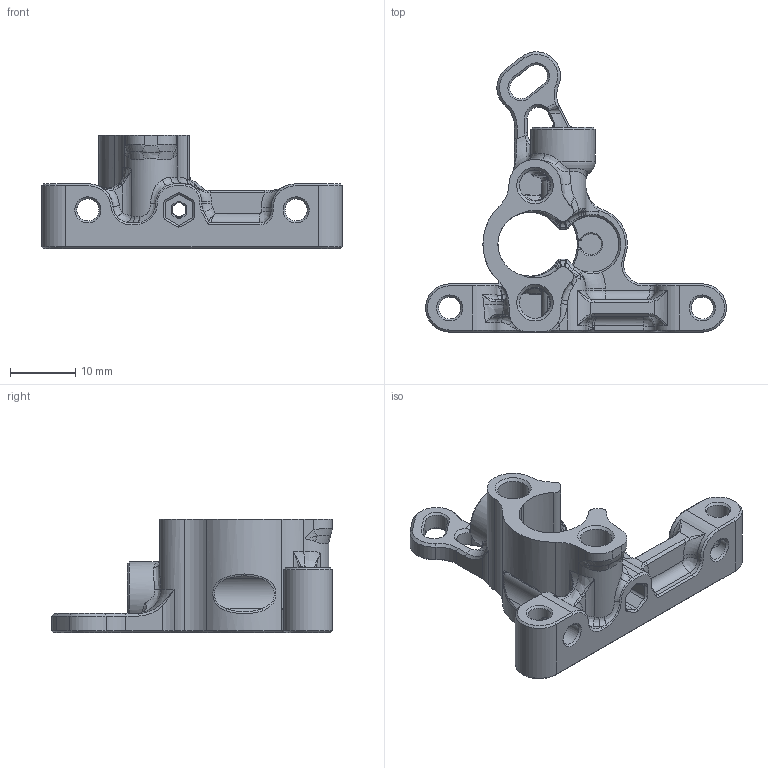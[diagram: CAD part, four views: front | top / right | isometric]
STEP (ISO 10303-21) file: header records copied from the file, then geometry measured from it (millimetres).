
FILE_DESCRIPTION(/* description */ ('STEP AP242','CAx-IF Rec.Pracs.---Representation and Presentation of Product Manufacturing Information (PMI)---4.0---2014-10-13','CAx-IF Rec.Pracs.---3D Tessellated Geometry---0.4---2014-09-14','2;1'),/* implementation_level */ '2;1');
FILE_NAME(/* name */ '66b027094db98104043ee4fe',/* time_stamp */ '2024-08-05T01:12:41Z',/* author */ (''),/* organization */ (''),/* preprocessor_version */ 'ST-DEVELOPER v20',/* originating_system */ ' ',/* authorisation */ ' ');
FILE_SCHEMA (('AP242_MANAGED_MODEL_BASED_3D_ENGINEERING_MIM_LF { 1 0 10303 442 1 1 4 }'));
Length unit declared in the file: metre
Products named in the file (1): Part 1
Bounding box: 46.2 x 43.06 x 17.5 mm (x, y, z)
Volume: 5079.5 mm3; surface area: 4986.6 mm2
Topology: 1 solids, 1 shells, 699 faces, 1695 edges, 948 vertices
Faces by surface type: bspline 266, cylinder 166, plane 123, cone 92, torus 48, sphere 4
Full cylindrical faces by diameter (mm): 3.4 x6, 4.8 x2, 5.1 x1, 6.9 x1, 13 x1
Entity records: 26801 total; most frequent: CARTESIAN_POINT 12762, ORIENTED_EDGE 3210, DIRECTION 2507, EDGE_CURVE 1605, AXIS2_PLACEMENT_3D 1029, VERTEX_POINT 934, EDGE_LOOP 747, FACE_BOUND 747
